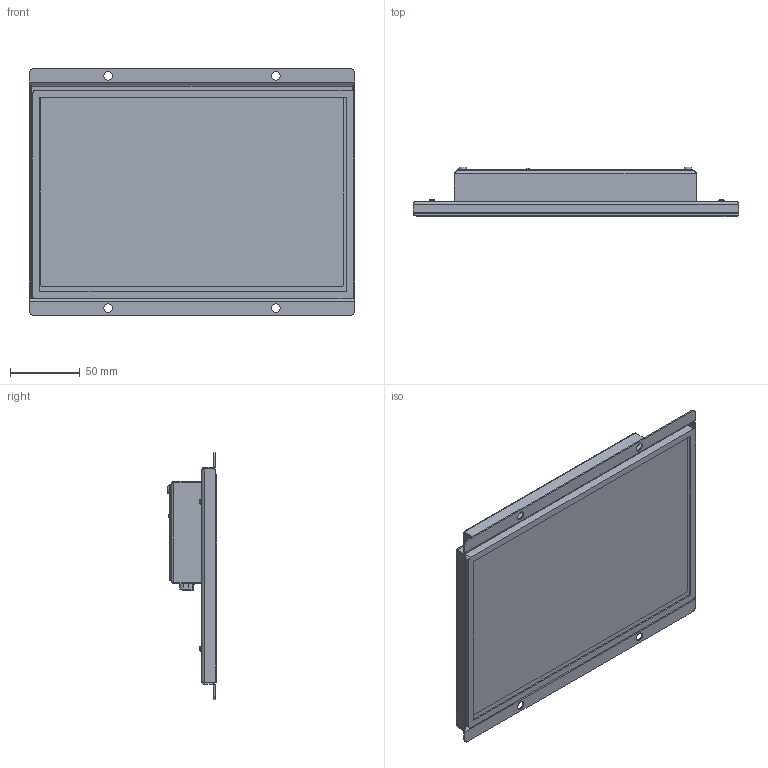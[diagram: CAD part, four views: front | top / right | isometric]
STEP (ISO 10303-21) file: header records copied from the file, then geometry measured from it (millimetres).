
FILE_DESCRIPTION(/* description */ ('TFT 10,1 Zoll 16_9 Rev.1.0'),/* implementation_level */ '2;1');
FILE_NAME(/* name */ '00004929 TFT 10,1 Zoll 16_9 Rev.1.stp',/* time_stamp */ '2019-08-22T15:14:29+02:00',/* author */ ('Inventor1'),/* organization */ ('bs tableau GmbH '),/* preprocessor_version */ 'ST-DEVELOPER v17.2',/* originating_system */ 'Autodesk Inventor 2019',/* authorisation */ '');
FILE_SCHEMA (('AUTOMOTIVE_DESIGN { 1 0 10303 214 3 1 1 }'));
Products named in the file (1): 00004929
Bounding box: 233 x 35.35 x 176 mm (x, y, z)
Volume: 299018.1 mm3; surface area: 255359.2 mm2
Topology: 35 solids, 35 shells, 2421 faces, 6338 edges, 4230 vertices
Faces by surface type: plane 1398, cylinder 480, bspline 314, cone 146, torus 70, sphere 13
Full cylindrical faces by diameter (mm): 0.5 x48, 0.8 x15, 1 x2, 1.4 x4, 1.5 x1, 2 x4, 2.2 x10, 2.459 x14, 2.5 x2, 2.9 x1, 3 x11, 3.2 x6, 3.4 x6, 3.5 x6, 3.8 x1, 4.4 x2, 5.41 x10, 5.42 x10, 5.7 x10, 6 x5, 6.3 x1, 8 x1
Entity records: 84316 total; most frequent: CARTESIAN_POINT 22826, ORIENTED_EDGE 12612, DIRECTION 11277, EDGE_CURVE 6306, VERTEX_POINT 4230, LINE 3867, VECTOR 3867, AXIS2_PLACEMENT_3D 3705
